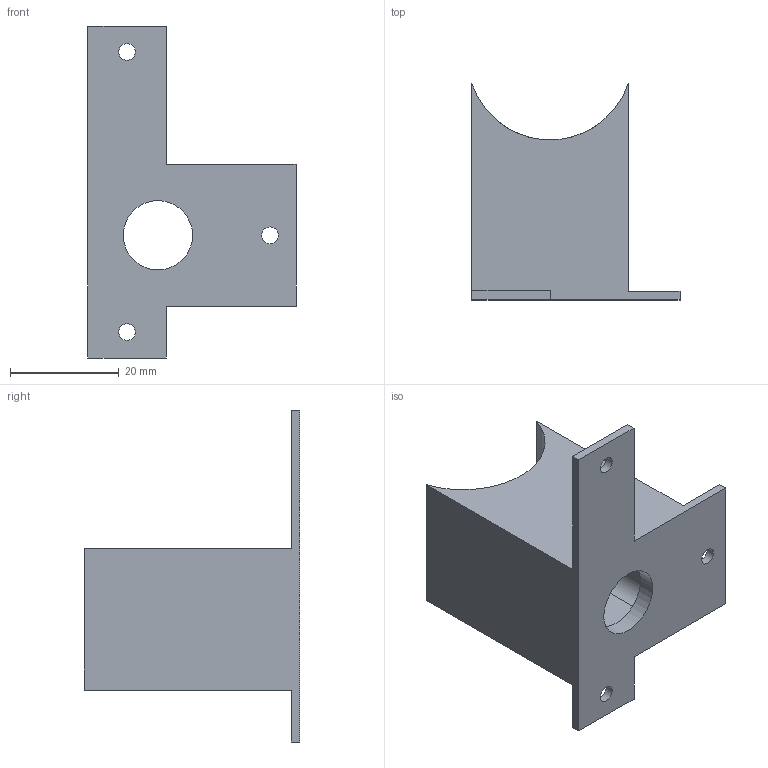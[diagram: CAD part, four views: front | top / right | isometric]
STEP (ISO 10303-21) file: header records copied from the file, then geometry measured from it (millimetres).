
FILE_DESCRIPTION(/* description */ (''),/* implementation_level */ '2;1');
FILE_NAME(/* name */ 'DPLX_P016_Spark_Gap_Camera_Shroud.stp',/* time_stamp */ '2018-07-31T12:12:58-07:00',/* author */ ('MJ'),/* organization */ (''),/* preprocessor_version */ 'ST-DEVELOPER v16.13',/* originating_system */ 'Autodesk Inventor 2018',/* authorisation */ '');
FILE_SCHEMA (('AUTOMOTIVE_DESIGN { 1 0 10303 214 3 1 1 }'));
Length unit declared in the file: inch
Products named in the file (1): DPLX_P016_Spark_Gap_Camera_Shroud
Bounding box: 38.18 x 39.64 x 60.93 mm (x, y, z)
Volume: 8538.6 mm3; surface area: 9803.2 mm2
Topology: 1 solids, 1 shells, 27 faces, 72 edges, 48 vertices
Faces by surface type: plane 18, cylinder 9
Full cylindrical faces by diameter (mm): 3.048 x3, 12.7 x1
Entity records: 915 total; most frequent: CARTESIAN_POINT 188, ORIENTED_EDGE 136, DIRECTION 136, EDGE_CURVE 68, LINE 48, VECTOR 48, VERTEX_POINT 48, AXIS2_PLACEMENT_3D 44
